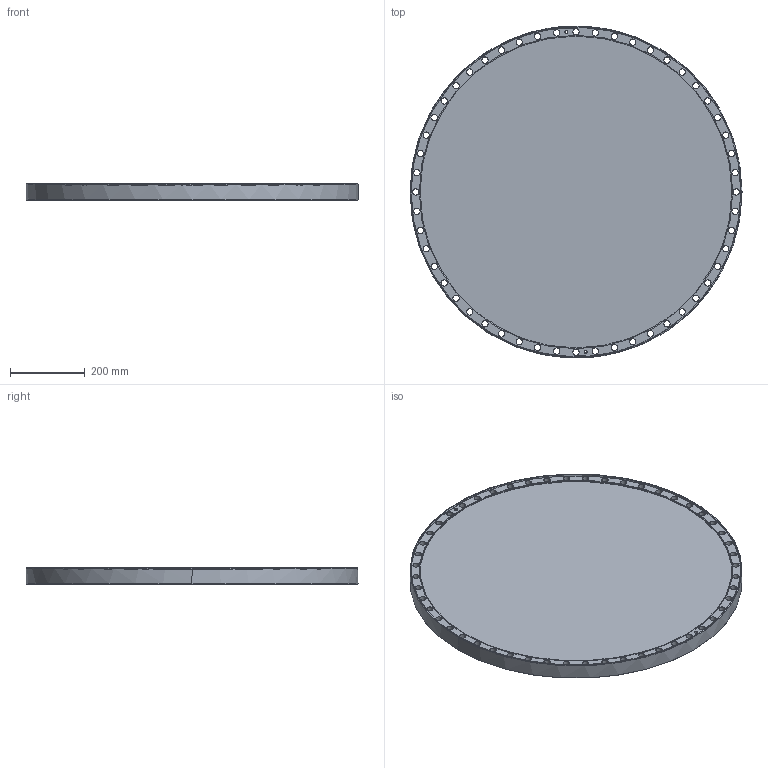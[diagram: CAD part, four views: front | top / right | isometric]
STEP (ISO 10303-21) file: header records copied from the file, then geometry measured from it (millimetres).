
FILE_DESCRIPTION (( 'STEP AP214' ), '1' );
FILE_NAME ('620FBF800.step', '2017-07-10T05:54:37', ( 'install' ), ( '' ), 'SwSTEP 2.0', 'SolidWorks 2015', '' );
FILE_SCHEMA (( 'AUTOMOTIVE_DESIGN' ));
Length unit declared in the file: millimetre
Products named in the file (1): 620FBF800
Bounding box: 890 x 890 x 43 mm (x, y, z)
Volume: 22545563.6 mm3; surface area: 1468047.3 mm2
Topology: 1 solids, 1 shells, 144 faces, 406 edges, 265 vertices
Faces by surface type: cylinder 116, cone 15, plane 11, torus 2
Entity records: 5089 total; most frequent: DIRECTION 949, CARTESIAN_POINT 828, ORIENTED_EDGE 812, EDGE_CURVE 406, AXIS2_PLACEMENT_3D 402, VERTEX_POINT 265, CIRCLE 257, EDGE_LOOP 253
